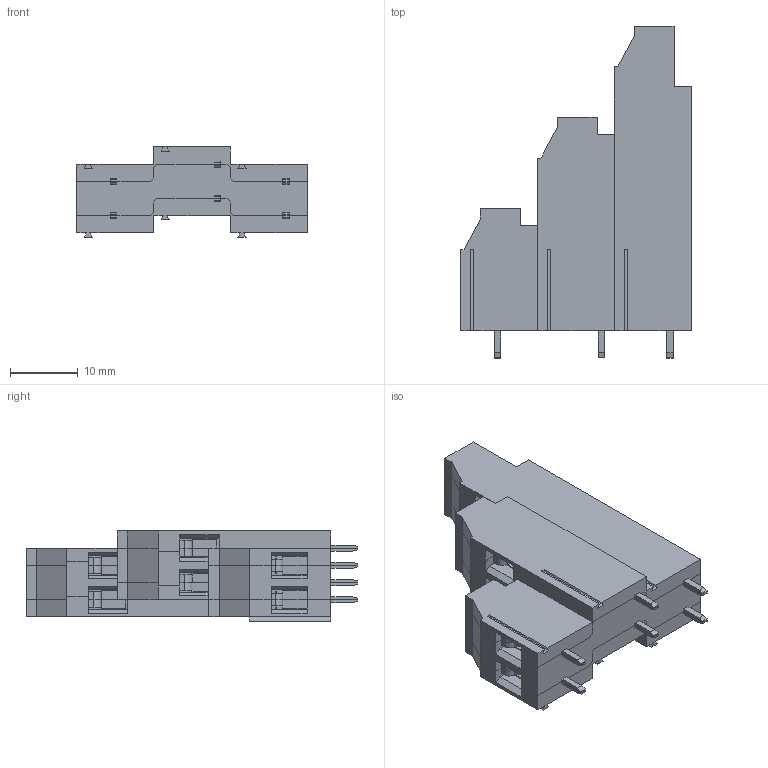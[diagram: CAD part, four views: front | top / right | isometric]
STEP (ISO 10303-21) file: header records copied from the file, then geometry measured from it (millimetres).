
FILE_DESCRIPTION( ( 'Unknown' ), '1' );
FILE_NAME( '691247510006.stp', 'Unknown', ( 'Unknown' ), ( 'Unknown' ), 'PSStep 18.0.17', 'Unknown', ' ' );
FILE_SCHEMA( ( 'AUTOMOTIVE_DESIGN { 1 0 10303 214 1 1 1 1 }' ) );
Length unit declared in the file: millimetre
Products named in the file (4): Assem1; MRT18P5.08V01_SX; MRT18P5.08V01_DX; 691247510006_CNT
Assembly tree (3 placements, depth 2):
  Assem1
    MRT18P5.08V01_SX
    MRT18P5.08V01_DX
    691247510006_CNT
Bounding box: 34.05 x 49 x 13.3 mm (x, y, z)
Volume: 9271.1 mm3; surface area: 9116.5 mm2
Topology: 3 solids, 3 shells, 453 faces, 1327 edges, 880 vertices
Faces by surface type: plane 425, cylinder 28
Entity records: 18463 total; most frequent: CARTESIAN_POINT 2664, ORIENTED_EDGE 2654, DIRECTION 2321, EDGE_CURVE 1327, LINE 1247, VECTOR 1247, VERTEX_POINT 880, AXIS2_PLACEMENT_3D 537
